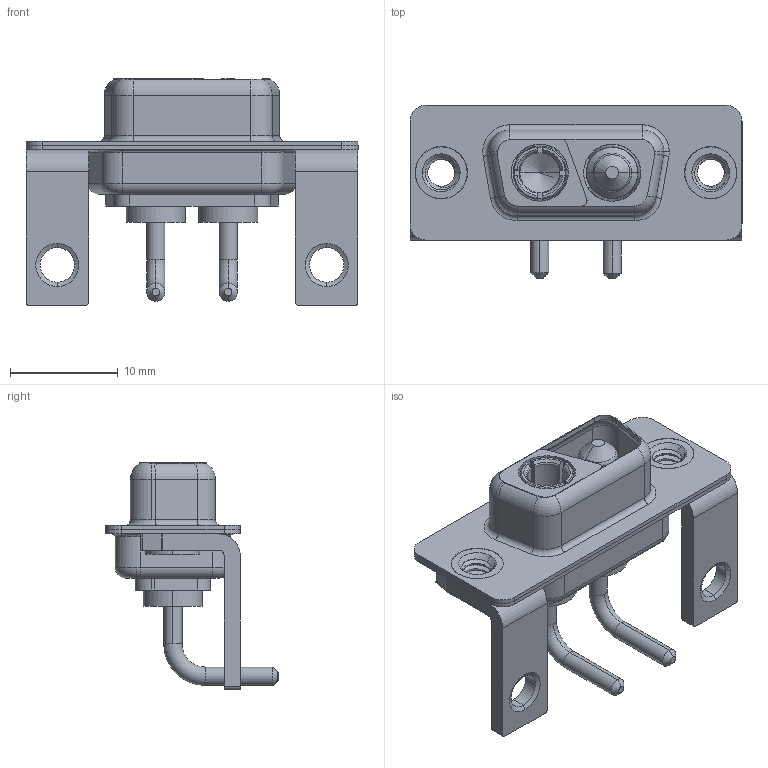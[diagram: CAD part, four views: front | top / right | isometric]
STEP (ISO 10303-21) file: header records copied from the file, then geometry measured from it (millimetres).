
FILE_DESCRIPTION (( 'STEP AP203' ), '1' );
FILE_NAME ('630-2WK2640-1NC.STEP', '2022-05-27T01:40:08', ( '' ), ( '' ), 'SwSTEP 2.0', 'SolidWorks 2020', '' );
FILE_SCHEMA (( 'CONFIG_CONTROL_DESIGN' ));
Length unit declared in the file: millimetre
Products named in the file (8): Power Pin_10A RA; 630Combo Housing_2WK2; 630-2WK2640-1NC; 630Combo Shell Front_09 Contacts; 630Combo Shell Rear_09 Contacts; Power Socket_10A RA; 630Combo Threaded Rivet_B; 630Combo Stabilizer Bracket
Assembly tree (9 placements, depth 2):
  630-2WK2640-1NC
    630Combo Housing_2WK2
    630Combo Shell Front_09 Contacts
    630Combo Shell Rear_09 Contacts
    630Combo Threaded Rivet_B  x2
    630Combo Stabilizer Bracket  x2
    Power Socket_10A RA
    Power Pin_10A RA
Bounding box: 30.8 x 16.05 x 21 mm (x, y, z)
Volume: 1843.4 mm3; surface area: 4587.8 mm2
Topology: 11 solids, 11 shells, 439 faces, 1086 edges, 684 vertices
Faces by surface type: cylinder 202, plane 126, torus 67, cone 36, bspline 8
Entity records: 14034 total; most frequent: CARTESIAN_POINT 3815, DIRECTION 2078, ORIENTED_EDGE 1898, EDGE_CURVE 949, AXIS2_PLACEMENT_3D 844, VERTEX_POINT 599, CIRCLE 450, EDGE_LOOP 428
